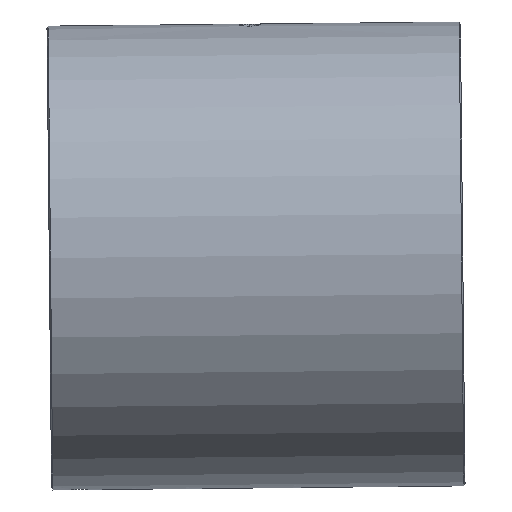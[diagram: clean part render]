
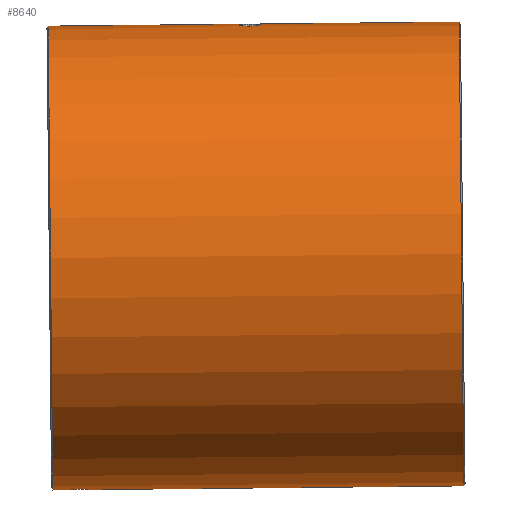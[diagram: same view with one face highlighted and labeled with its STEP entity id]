
A CAD part, front view. The second image highlights one B-rep face of the part: STEP entity #8640.
In plain terms, the highlighted cylindrical face has radius 1655 mm (diameter 3310 mm), a partial arc.
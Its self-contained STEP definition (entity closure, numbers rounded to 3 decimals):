
#4890=CARTESIAN_POINT('',(0.,-1466.34,-1655.)
);
#4900=VERTEX_POINT('',#4890);
#4930=CARTESIAN_POINT('',(0.,-1466.34,
0.));
#4940=DIRECTION('',(0.,-1.,0.));
#4950=DIRECTION('',(-0.715,0.,0.699));
#4960=AXIS2_PLACEMENT_3D('',#4930,#4940,#4950);
#4970=CIRCLE('',#4960,1655.);
#5270=CARTESIAN_POINT('',(0.,-1475.,1655.));
#5280=DIRECTION('',(0.,-1.,0.));
#5290=VECTOR('',#5280,1.);
#5300=LINE('',#5270,#5290);
#5310=CARTESIAN_POINT('',(0.,1466.34,1655.))
;
#5320=VERTEX_POINT('',#5310);
#5330=CARTESIAN_POINT('',(0.,-1466.34,1655.)
);
#5340=VERTEX_POINT('',#5330);
#5350=EDGE_CURVE('',#5320,#5340,#5300,.T.);
#5400=CARTESIAN_POINT('',(0.,1466.34,
0.));
#5410=DIRECTION('',(0.,-1.,0.));
#5420=DIRECTION('',(-0.715,0.,0.699));
#5430=AXIS2_PLACEMENT_3D('',#5400,#5410,#5420);
#5440=CIRCLE('',#5430,1655.);
#5660=CARTESIAN_POINT('',(0.,1466.34,-1655.)
);
#5670=VERTEX_POINT('',#5660);
#5700=EDGE_CURVE('',#5670,#5320,#5440,.T.);
#6500=CARTESIAN_POINT('',(0.,-1369.094,-1655.
));
#6510=VERTEX_POINT('',#6500);
#6540=CARTESIAN_POINT('',(0.,-1369.094,-1655.
));
#6550=CARTESIAN_POINT('',(7.491,-1369.094,-1655.));
#6560=CARTESIAN_POINT('',(21.899,-1367.196,
-1654.901));
#6570=CARTESIAN_POINT('',(42.646,-1358.623,
-1654.488));
#6580=CARTESIAN_POINT('',(54.174,-1349.798,
-1654.122));
#6590=CARTESIAN_POINT('',(59.461,-1344.504,
-1653.931));
#6600=B_SPLINE_CURVE_WITH_KNOTS('',3,(#6540,#6550,#6560,#6570,#6580,
#6590),.UNSPECIFIED.,.F.,.F.,(4,1,1,4),(0.,0.333,
0.667,1.),.UNSPECIFIED.);
#6610=CARTESIAN_POINT('',(59.461,-1344.504,
-1653.931));
#6620=VERTEX_POINT('',#6610);
#6630=EDGE_CURVE('',#6510,#6620,#6600,.T.);
#6650=CARTESIAN_POINT('',(59.461,-1344.504,
-1653.931));
#6660=CARTESIAN_POINT('',(64.676,-1339.283,
-1653.744));
#6670=CARTESIAN_POINT('',(73.356,-1327.939,
-1653.385));
#6680=CARTESIAN_POINT('',(81.728,-1307.824,
-1652.984));
#6690=CARTESIAN_POINT('',(83.648,-1293.771,
-1652.885));
#6700=CARTESIAN_POINT('',(83.675,-1286.464,
-1652.883));
#6710=B_SPLINE_CURVE_WITH_KNOTS('',3,(#6650,#6660,#6670,#6680,#6690,
#6700),.UNSPECIFIED.,.F.,.F.,(4,1,1,4),(0.,0.333,
0.667,1.),.UNSPECIFIED.);
#6720=CARTESIAN_POINT('',(83.675,-1286.464,
-1652.883));
#6730=VERTEX_POINT('',#6720);
#6740=EDGE_CURVE('',#6620,#6730,#6710,.T.);
#7020=CARTESIAN_POINT('',(68.385,-29.335,
1653.587));
#7030=VERTEX_POINT('',#7020);
#7110=CARTESIAN_POINT('',(219.807,-29.467,
1640.338));
#7120=VERTEX_POINT('',#7110);
#7150=CARTESIAN_POINT('',(68.385,-29.335,
1653.587));
#7160=CARTESIAN_POINT('',(68.379,-36.601,
1653.587));
#7170=CARTESIAN_POINT('',(70.463,-51.133,
1653.503));
#7180=CARTESIAN_POINT('',(79.642,-71.17,
1653.097));
#7190=CARTESIAN_POINT('',(94.077,-87.757,
1652.352));
#7200=CARTESIAN_POINT('',(112.583,-99.58,
1651.207));
#7210=CARTESIAN_POINT('',(133.573,-105.676,
1649.649));
#7220=CARTESIAN_POINT('',(155.392,-105.609,
1647.737));
#7230=CARTESIAN_POINT('',(176.282,-99.385,
1645.625));
#7240=CARTESIAN_POINT('',(194.572,-87.5,
1643.55));
#7250=CARTESIAN_POINT('',(208.759,-70.945,
1641.795));
#7260=CARTESIAN_POINT('',(217.738,-51.089,
1640.618));
#7270=CARTESIAN_POINT('',(219.8,-36.676,
1640.339));
#7280=CARTESIAN_POINT('',(219.807,-29.467,
1640.338));
#7290=B_SPLINE_CURVE_WITH_KNOTS('',3,(#7150,#7160,#7170,#7180,#7190,
#7200,#7210,#7220,#7230,#7240,#7250,#7260,#7270,#7280),.UNSPECIFIED.,.F.
,.F.,(4,1,1,1,1,1,1,1,1,1,1,4),(0.,0.091,0.182,
0.273,0.364,0.455,0.545,
0.636,0.727,0.818,0.909,
1.),.UNSPECIFIED.);
#7300=EDGE_CURVE('',#7030,#7120,#7290,.T.);
#7510=CARTESIAN_POINT('',(83.675,-1286.464,
-1652.883));
#7520=CARTESIAN_POINT('',(83.703,-1279.111,
-1652.882));
#7530=CARTESIAN_POINT('',(81.856,-1264.928,
-1652.977));
#7540=CARTESIAN_POINT('',(73.5,-1244.548,
-1653.379));
#7550=CARTESIAN_POINT('',(60.058,-1227.084,
-1653.934));
#7560=CARTESIAN_POINT('',(42.566,-1213.677,
-1654.49));
#7570=CARTESIAN_POINT('',(22.008,-1205.211,
-1654.899));
#7580=CARTESIAN_POINT('',(7.534,-1203.274,-1655.));
#7590=CARTESIAN_POINT('',(0.,-1203.274,-1655.
));
#7600=B_SPLINE_CURVE_WITH_KNOTS('',3,(#7510,#7520,#7530,#7540,#7550,
#7560,#7570,#7580,#7590),.UNSPECIFIED.,.F.,.F.,(4,1,1,1,1,1,4),(0.,
0.167,0.333,0.5,0.667,
0.833,1.),.UNSPECIFIED.);
#7610=CARTESIAN_POINT('',(0.,-1203.274,-1655.
));
#7620=VERTEX_POINT('',#7610);
#7630=EDGE_CURVE('',#6730,#7620,#7600,.T.);
#8220=CARTESIAN_POINT('',(0.,-1475.,
0.));
#8230=DIRECTION('',(0.,-1.,0.));
#8240=DIRECTION('',(0.,0.,1.));
#8250=AXIS2_PLACEMENT_3D('',#8220,#8230,#8240);
#8260=CYLINDRICAL_SURFACE('',#8250,1655.);
#8270=ORIENTED_EDGE('',*,*,#6630,.T.);
#8280=CARTESIAN_POINT('',(0.,-1475.,-1655.));
#8290=DIRECTION('',(0.,-1.,0.));
#8300=VECTOR('',#8290,1.);
#8310=LINE('',#8280,#8300);
#8320=EDGE_CURVE('',#6510,#4900,#8310,.T.);
#8330=ORIENTED_EDGE('',*,*,#8320,.F.);
#8340=EDGE_CURVE('',#4900,#5340,#4970,.T.);
#8350=ORIENTED_EDGE('',*,*,#8340,.F.);
#8360=ORIENTED_EDGE('',*,*,#5350,.T.);
#8370=ORIENTED_EDGE('',*,*,#5700,.T.);
#8380=EDGE_CURVE('',#5670,#7620,#8310,.T.);
#8390=ORIENTED_EDGE('',*,*,#8380,.F.);
#8400=ORIENTED_EDGE('',*,*,#7630,.T.);
#8410=ORIENTED_EDGE('',*,*,#6740,.T.);
#8420=EDGE_LOOP('',(#8410,#8400,#8390,#8370,#8360,#8350,#8330,#8270));
#8430=FACE_OUTER_BOUND('',#8420,.T.);
#8440=CARTESIAN_POINT('',(219.807,-29.467,
1640.338));
#8450=CARTESIAN_POINT('',(219.813,-22.234,
1640.338));
#8460=CARTESIAN_POINT('',(217.762,-7.767,
1640.614));
#8470=CARTESIAN_POINT('',(208.751,12.18,
1641.796));
#8480=CARTESIAN_POINT('',(194.519,28.763,
1643.557));
#8490=CARTESIAN_POINT('',(176.248,40.626,
1645.629));
#8500=CARTESIAN_POINT('',(155.345,46.849,
1647.741));
#8510=CARTESIAN_POINT('',(133.532,46.903,
1649.652));
#8520=CARTESIAN_POINT('',(112.56,40.789,
1651.208));
#8530=CARTESIAN_POINT('',(94.152,29.026,
1652.347));
#8540=CARTESIAN_POINT('',(79.694,12.475,
1653.094));
#8550=CARTESIAN_POINT('',(70.458,-7.674,
1653.503));
#8560=CARTESIAN_POINT('',(68.391,-22.128,
1653.586));
#8570=CARTESIAN_POINT('',(68.385,-29.335,
1653.587));
#8580=B_SPLINE_CURVE_WITH_KNOTS('',3,(#8440,#8450,#8460,#8470,#8480,
#8490,#8500,#8510,#8520,#8530,#8540,#8550,#8560,#8570),.UNSPECIFIED.,.F.
,.F.,(4,1,1,1,1,1,1,1,1,1,1,4),(0.,0.091,0.182,
0.273,0.364,0.455,0.545,
0.636,0.727,0.818,0.909,
1.),.UNSPECIFIED.);
#8590=EDGE_CURVE('',#7120,#7030,#8580,.T.);
#8600=ORIENTED_EDGE('',*,*,#8590,.F.);
#8610=ORIENTED_EDGE('',*,*,#7300,.F.);
#8620=EDGE_LOOP('',(#8610,#8600));
#8630=FACE_BOUND('',#8620,.T.);
#8640=ADVANCED_FACE('',(#8430,#8630),#8260,.T.);
